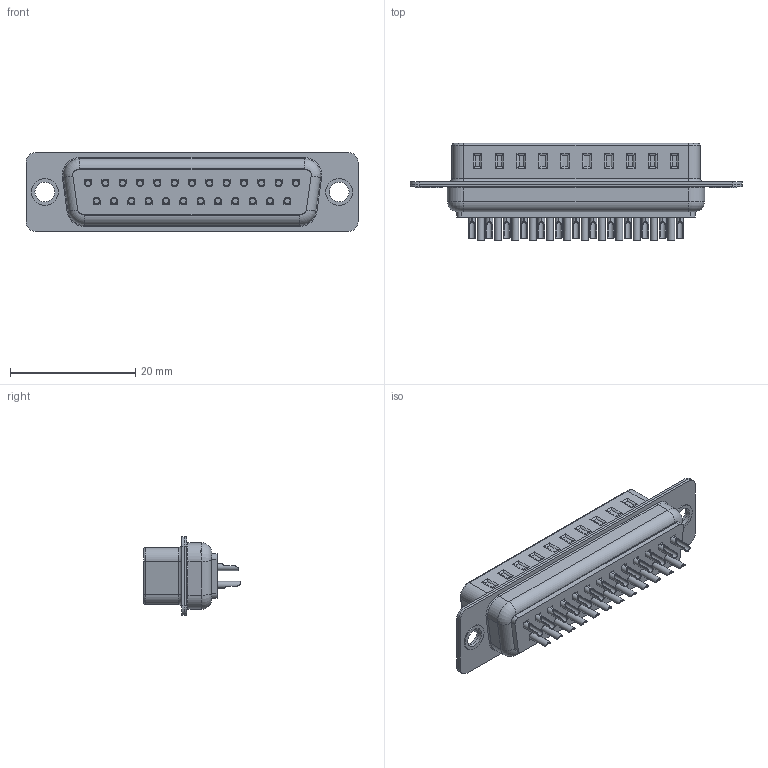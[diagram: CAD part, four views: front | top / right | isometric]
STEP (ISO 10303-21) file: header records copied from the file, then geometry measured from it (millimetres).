
FILE_DESCRIPTION(/* description */ ('Unknown'),/* implementation_level */ '2;1');
FILE_NAME(/* name */ '61802524823',/* time_stamp */ '2022-12-08T15:16:20+01:00',/* author */ ('Unknown'),/* organization */ ('Unknown'),/* preprocessor_version */ 'ST-DEVELOPER v16.7',/* originating_system */ 'Solid Edge',/* authorisation */ 'Unknown');
FILE_SCHEMA (('AUTOMOTIVE_DESIGN {1 0 10303 214 3 1 1}'));
Length unit declared in the file: millimetre
Products named in the file (5): 6180xx24823; 6180xx24823.Pin; 61802524823; 61802524823_SHIELDING1; 61802524823_SHIELDING2
Assembly tree (28 placements, depth 2):
  6180xx24823
    6180xx24823.Pin  x25
    61802524823
    61802524823_SHIELDING1
    61802524823_SHIELDING2
Bounding box: 53.05 x 15.5 x 12.55 mm (x, y, z)
Volume: 2414.2 mm3; surface area: 7234.7 mm2
Topology: 53 solids, 53 shells, 1783 faces, 4596 edges, 3036 vertices
Faces by surface type: plane 1038, cylinder 659, torus 86
Full cylindrical faces by diameter (mm): 1 x25, 1.75 x25, 3.15 x4, 4.3 x2
Entity records: 21049 total; most frequent: CARTESIAN_POINT 3681, DIRECTION 3561, ORIENTED_EDGE 3258, EDGE_CURVE 1629, AXIS2_PLACEMENT_3D 1256, VERTEX_POINT 1086, LINE 1049, VECTOR 1049
